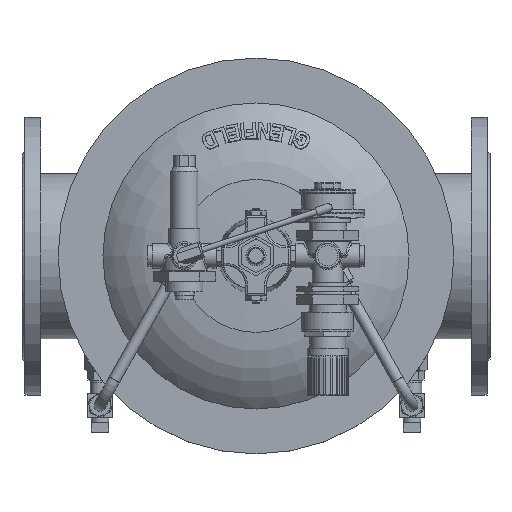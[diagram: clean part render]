
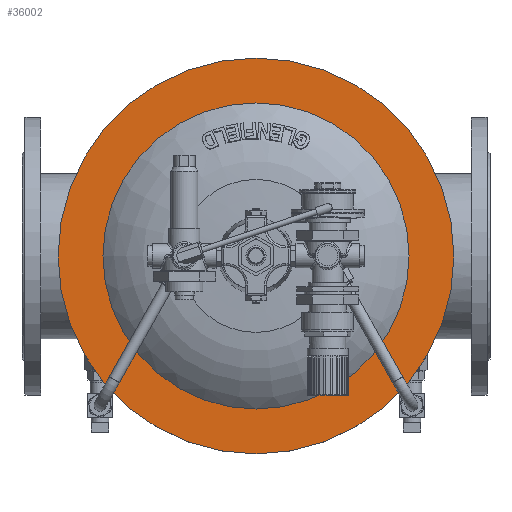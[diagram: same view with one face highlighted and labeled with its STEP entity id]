
A CAD part, top view. The second image highlights one B-rep face of the part: STEP entity #36002.
In plain terms, the highlighted planar face has unit normal (0, 0, 1).
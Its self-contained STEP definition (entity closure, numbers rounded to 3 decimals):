
#5689 = CARTESIAN_POINT ( 'NONE',  ( 0., 0., 13. ) ) ;
#5690 = DIRECTION ( 'NONE',  ( 0., 0., 1. ) ) ;
#5691 = DIRECTION ( 'NONE',  ( 1., 0., 0. ) ) ;
#7672 = ORIENTED_EDGE ( 'NONE', *, *, #31485, .T. ) ;
#7674 = ORIENTED_EDGE ( 'NONE', *, *, #36388, .T. ) ;
#13395 = AXIS2_PLACEMENT_3D ( 'NONE', #22138, #22154, #22156 ) ;
#15450 = AXIS2_PLACEMENT_3D ( 'NONE', #5689, #5690, #5691 ) ;
#22138 = CARTESIAN_POINT ( 'NONE',  ( 0., 0., 13. ) ) ;
#22151 = PLANE ( 'NONE',  #13395 ) ;
#22154 = DIRECTION ( 'NONE',  ( 0., 0., 1. ) ) ;
#22156 = DIRECTION ( 'NONE',  ( 1., 0., 0. ) ) ;
#23347 = FACE_BOUND ( 'NONE', #34253, .T. ) ;
#23352 = FACE_OUTER_BOUND ( 'NONE', #34254, .T. ) ;
#23764 = CIRCLE ( 'NONE', #27024, 157. ) ;
#23902 = VERTEX_POINT ( 'NONE', #30106 ) ;
#24034 = VERTEX_POINT ( 'NONE', #30179 ) ;
#27024 = AXIS2_PLACEMENT_3D ( 'NONE', #29876, #29877, #29878 ) ;
#29876 = CARTESIAN_POINT ( 'NONE',  ( 0., 0., 13. ) ) ;
#29877 = DIRECTION ( 'NONE',  ( 0., 0., -1. ) ) ;
#29878 = DIRECTION ( 'NONE',  ( -1., 0., 0. ) ) ;
#30106 = CARTESIAN_POINT ( 'NONE',  ( 203., 0., 13. ) ) ;
#30179 = CARTESIAN_POINT ( 'NONE',  ( -157., 0., 13. ) ) ;
#31485 = EDGE_CURVE ( 'NONE', #23902, #23902, #36496, .T. ) ;
#34253 = EDGE_LOOP ( 'NONE', ( #7674 ) ) ;
#34254 = EDGE_LOOP ( 'NONE', ( #7672 ) ) ;
#36002 = ADVANCED_FACE ( 'NONE', ( #23352, #23347 ), #22151, .T. ) ;
#36388 = EDGE_CURVE ( 'NONE', #24034, #24034, #23764, .T. ) ;
#36496 = CIRCLE ( 'NONE', #15450, 203. ) ;
